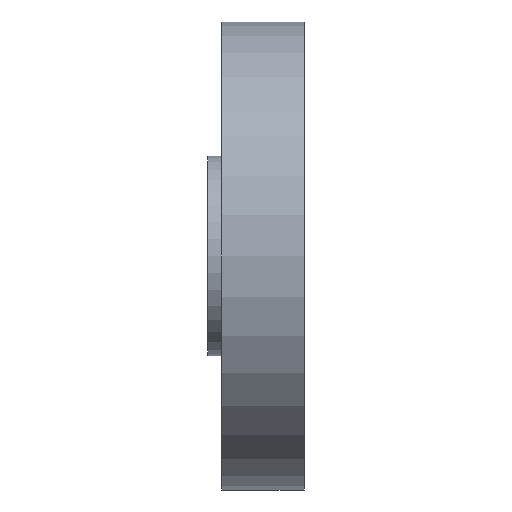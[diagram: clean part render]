
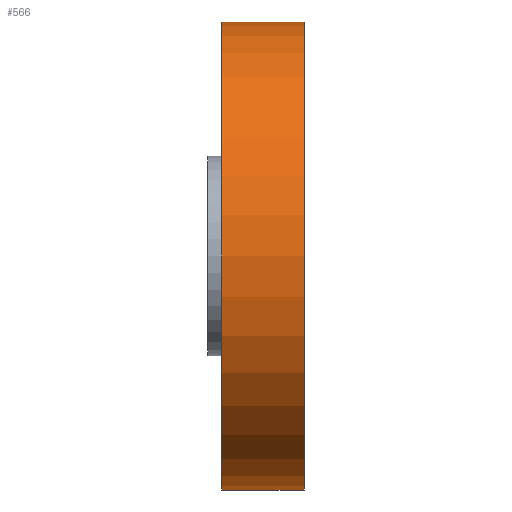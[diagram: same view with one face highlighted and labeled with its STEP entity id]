
A CAD part, front view. The second image highlights one B-rep face of the part: STEP entity #566.
In plain terms, the highlighted cylindrical face has radius 107.95 mm (diameter 215.9 mm), a partial arc.
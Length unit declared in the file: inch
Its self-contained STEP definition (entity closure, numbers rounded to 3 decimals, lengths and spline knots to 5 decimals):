
#13 = ORIENTED_EDGE ( 'NONE', *, *, #86, .F. ) ;
#86 = EDGE_CURVE ( 'NONE', #670, #737, #135, .T. ) ;
#117 = DIRECTION ( 'NONE',  ( -1., 0., 0. ) ) ;
#133 = FACE_OUTER_BOUND ( 'NONE', #781, .T. ) ;
#135 = LINE ( 'NONE', #541, #341 ) ;
#232 = AXIS2_PLACEMENT_3D ( 'NONE', #372, #648, #715 ) ;
#251 = DIRECTION ( 'NONE',  ( -1., 0., 0. ) ) ;
#277 = CARTESIAN_POINT ( 'NONE',  ( 1.75, 0., -4.25 ) ) ;
#324 = ORIENTED_EDGE ( 'NONE', *, *, #552, .F. ) ;
#341 = VECTOR ( 'NONE', #679, 39.37008 ) ;
#355 = CIRCLE ( 'NONE', #232, 4.25 ) ;
#372 = CARTESIAN_POINT ( 'NONE',  ( 0.25, 0., 0. ) ) ;
#373 = CARTESIAN_POINT ( 'NONE',  ( 0., 0., 4.25 ) ) ;
#375 = CYLINDRICAL_SURFACE ( 'NONE', #515, 4.25 ) ;
#384 = VERTEX_POINT ( 'NONE', #780 ) ;
#386 = CARTESIAN_POINT ( 'NONE',  ( 0., 0., 0. ) ) ;
#390 = EDGE_CURVE ( 'NONE', #384, #590, #761, .T. ) ;
#411 = EDGE_CURVE ( 'NONE', #670, #384, #752, .T. ) ;
#472 = ORIENTED_EDGE ( 'NONE', *, *, #390, .T. ) ;
#485 = CARTESIAN_POINT ( 'NONE',  ( 0.25, 0., -4.25 ) ) ;
#508 = DIRECTION ( 'NONE',  ( -1., 0., 0. ) ) ;
#515 = AXIS2_PLACEMENT_3D ( 'NONE', #386, #251, #785 ) ;
#531 = ORIENTED_EDGE ( 'NONE', *, *, #411, .T. ) ;
#540 = CARTESIAN_POINT ( 'NONE',  ( 0.25, 0., 4.25 ) ) ;
#541 = CARTESIAN_POINT ( 'NONE',  ( 0., 0., -4.25 ) ) ;
#552 = EDGE_CURVE ( 'NONE', #737, #590, #355, .T. ) ;
#566 = ADVANCED_FACE ( 'NONE', ( #133 ), #375, .T. ) ;
#590 = VERTEX_POINT ( 'NONE', #540 ) ;
#633 = DIRECTION ( 'NONE',  ( 0., 0., 1. ) ) ;
#648 = DIRECTION ( 'NONE',  ( -1., 0., 0. ) ) ;
#670 = VERTEX_POINT ( 'NONE', #277 ) ;
#679 = DIRECTION ( 'NONE',  ( -1., 0., 0. ) ) ;
#715 = DIRECTION ( 'NONE',  ( 0., 0., 1. ) ) ;
#737 = VERTEX_POINT ( 'NONE', #485 ) ;
#741 = AXIS2_PLACEMENT_3D ( 'NONE', #831, #117, #633 ) ;
#752 = CIRCLE ( 'NONE', #741, 4.25 ) ;
#761 = LINE ( 'NONE', #373, #783 ) ;
#780 = CARTESIAN_POINT ( 'NONE',  ( 1.75, 0., 4.25 ) ) ;
#781 = EDGE_LOOP ( 'NONE', ( #13, #531, #472, #324 ) ) ;
#783 = VECTOR ( 'NONE', #508, 39.37008 ) ;
#785 = DIRECTION ( 'NONE',  ( 0., 0., 1. ) ) ;
#831 = CARTESIAN_POINT ( 'NONE',  ( 1.75, 0., 0. ) ) ;
